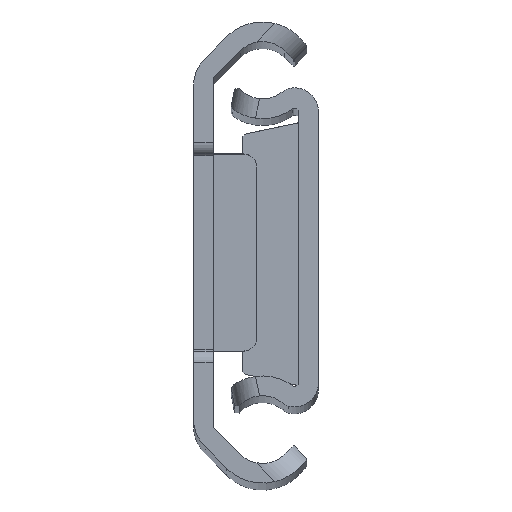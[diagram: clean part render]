
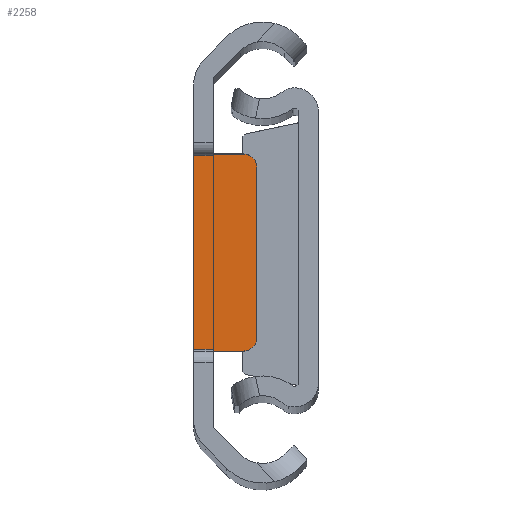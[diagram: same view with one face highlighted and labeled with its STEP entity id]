
A CAD part, top view. The second image highlights one B-rep face of the part: STEP entity #2258.
In plain terms, the highlighted planar face has unit normal (0, 0, 1).
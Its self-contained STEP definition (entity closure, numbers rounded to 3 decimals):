
#83 = CARTESIAN_POINT ( 'NONE',  ( 2.3, -7.5, -2.2 ) ) ;
#131 = CARTESIAN_POINT ( 'NONE',  ( 3.3, -7.5, -2.2 ) ) ;
#193 = VECTOR ( 'NONE', #1782, 1000. ) ;
#208 = ORIENTED_EDGE ( 'NONE', *, *, #1118, .T. ) ;
#245 = CARTESIAN_POINT ( 'NONE',  ( -1.5, 7.5, -2.2 ) ) ;
#284 = ORIENTED_EDGE ( 'NONE', *, *, #379, .F. ) ;
#379 = EDGE_CURVE ( 'NONE', #4045, #3709, #483, .T. ) ;
#411 = EDGE_CURVE ( 'NONE', #4193, #1965, #3540, .T. ) ;
#483 = LINE ( 'NONE', #131, #2650 ) ;
#506 = CARTESIAN_POINT ( 'NONE',  ( 2.3, 7.5, -2.2 ) ) ;
#525 = CARTESIAN_POINT ( 'NONE',  ( 3.3, 6.5, -2.2 ) ) ;
#598 = CARTESIAN_POINT ( 'NONE',  ( 3.3, -7.5, -2.2 ) ) ;
#645 = LINE ( 'NONE', #598, #1010 ) ;
#678 = CARTESIAN_POINT ( 'NONE',  ( -1.5, 7.5, -2.2 ) ) ;
#705 = CARTESIAN_POINT ( 'NONE',  ( -1.5, -7.5, -2.2 ) ) ;
#770 = LINE ( 'NONE', #2279, #1250 ) ;
#829 = AXIS2_PLACEMENT_3D ( 'NONE', #2217, #4198, #3804 ) ;
#995 = AXIS2_PLACEMENT_3D ( 'NONE', #4915, #2243, #4093 ) ;
#1008 = CARTESIAN_POINT ( 'NONE',  ( 0., 7.5, -2.2 ) ) ;
#1010 = VECTOR ( 'NONE', #1781, 1000. ) ;
#1118 = EDGE_CURVE ( 'NONE', #3740, #3709, #4164, .T. ) ;
#1138 = VERTEX_POINT ( 'NONE', #678 ) ;
#1250 = VECTOR ( 'NONE', #2307, 1000. ) ;
#1268 = DIRECTION ( 'NONE',  ( -1., 0., 0. ) ) ;
#1739 = EDGE_CURVE ( 'NONE', #4045, #4904, #3011, .T. ) ;
#1781 = DIRECTION ( 'NONE',  ( 0., -1., 0. ) ) ;
#1782 = DIRECTION ( 'NONE',  ( 0., 1., 0. ) ) ;
#1796 = CIRCLE ( 'NONE', #995, 1. ) ;
#1931 = VERTEX_POINT ( 'NONE', #525 ) ;
#1965 = VERTEX_POINT ( 'NONE', #1008 ) ;
#1996 = CARTESIAN_POINT ( 'NONE',  ( 3.3, -6.5, -2.2 ) ) ;
#2040 = DIRECTION ( 'NONE',  ( -1., 0., 0. ) ) ;
#2051 = ORIENTED_EDGE ( 'NONE', *, *, #4382, .T. ) ;
#2149 = ORIENTED_EDGE ( 'NONE', *, *, #411, .T. ) ;
#2217 = CARTESIAN_POINT ( 'NONE',  ( 2.3, -6.5, -2.2 ) ) ;
#2237 = DIRECTION ( 'NONE',  ( 1., 0., 0. ) ) ;
#2243 = DIRECTION ( 'NONE',  ( 0., 0., 1. ) ) ;
#2258 = ADVANCED_FACE ( 'NONE', ( #4333 ), #3828, .F. ) ;
#2279 = CARTESIAN_POINT ( 'NONE',  ( -1.5, 7.5, -2.2 ) ) ;
#2307 = DIRECTION ( 'NONE',  ( 1., 0., 0. ) ) ;
#2317 = DIRECTION ( 'NONE',  ( 0., 0., -1. ) ) ;
#2493 = VECTOR ( 'NONE', #2237, 1000. ) ;
#2650 = VECTOR ( 'NONE', #1268, 1000. ) ;
#2829 = CARTESIAN_POINT ( 'NONE',  ( 3.3, 7.5, -2.2 ) ) ;
#3011 = CIRCLE ( 'NONE', #829, 1. ) ;
#3026 = EDGE_LOOP ( 'NONE', ( #4495, #2051, #2149, #4936, #4706, #208, #284, #3461 ) ) ;
#3098 = EDGE_CURVE ( 'NONE', #1138, #1965, #770, .T. ) ;
#3153 = CARTESIAN_POINT ( 'NONE',  ( -1.5, 7.5, -2.2 ) ) ;
#3341 = EDGE_CURVE ( 'NONE', #1931, #4904, #645, .T. ) ;
#3461 = ORIENTED_EDGE ( 'NONE', *, *, #1739, .T. ) ;
#3530 = DIRECTION ( 'NONE',  ( 0., 1., 0. ) ) ;
#3540 = LINE ( 'NONE', #2829, #4823 ) ;
#3709 = VERTEX_POINT ( 'NONE', #4301 ) ;
#3740 = VERTEX_POINT ( 'NONE', #3965 ) ;
#3804 = DIRECTION ( 'NONE',  ( 0., 1., 0. ) ) ;
#3828 = PLANE ( 'NONE',  #4009 ) ;
#3965 = CARTESIAN_POINT ( 'NONE',  ( -1.5, -7.5, -2.2 ) ) ;
#4009 = AXIS2_PLACEMENT_3D ( 'NONE', #3153, #2317, #3530 ) ;
#4045 = VERTEX_POINT ( 'NONE', #83 ) ;
#4093 = DIRECTION ( 'NONE',  ( 0., 1., 0. ) ) ;
#4107 = LINE ( 'NONE', #245, #193 ) ;
#4164 = LINE ( 'NONE', #705, #2493 ) ;
#4193 = VERTEX_POINT ( 'NONE', #506 ) ;
#4198 = DIRECTION ( 'NONE',  ( 0., 0., 1. ) ) ;
#4301 = CARTESIAN_POINT ( 'NONE',  ( 0., -7.5, -2.2 ) ) ;
#4333 = FACE_OUTER_BOUND ( 'NONE', #3026, .T. ) ;
#4382 = EDGE_CURVE ( 'NONE', #1931, #4193, #1796, .T. ) ;
#4495 = ORIENTED_EDGE ( 'NONE', *, *, #3341, .F. ) ;
#4633 = EDGE_CURVE ( 'NONE', #3740, #1138, #4107, .T. ) ;
#4706 = ORIENTED_EDGE ( 'NONE', *, *, #4633, .F. ) ;
#4823 = VECTOR ( 'NONE', #2040, 1000. ) ;
#4904 = VERTEX_POINT ( 'NONE', #1996 ) ;
#4915 = CARTESIAN_POINT ( 'NONE',  ( 2.3, 6.5, -2.2 ) ) ;
#4936 = ORIENTED_EDGE ( 'NONE', *, *, #3098, .F. ) ;
